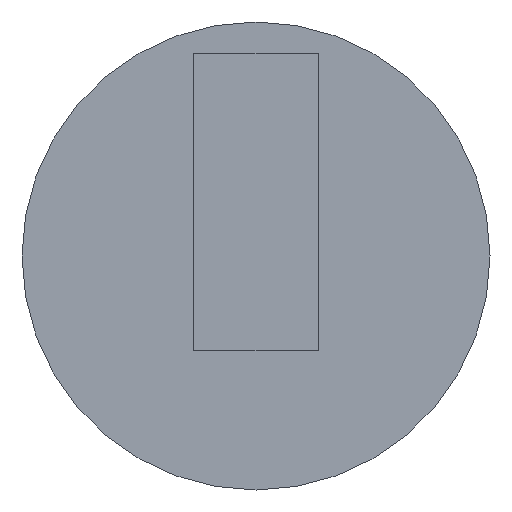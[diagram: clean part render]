
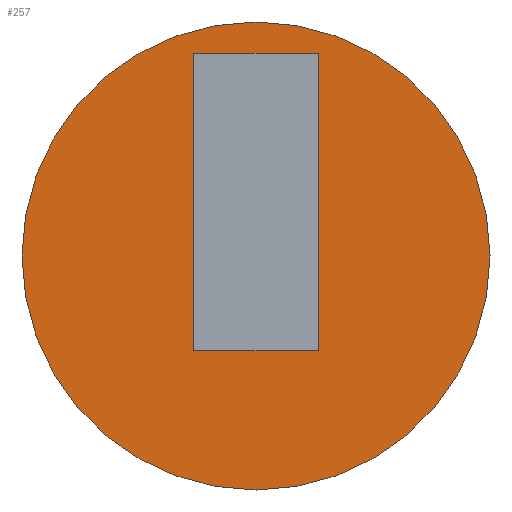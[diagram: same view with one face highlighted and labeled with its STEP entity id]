
A CAD part, front view. The second image highlights one B-rep face of the part: STEP entity #257.
In plain terms, the highlighted planar face has unit normal (0, -1, 0).
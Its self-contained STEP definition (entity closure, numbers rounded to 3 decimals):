
#10 = EDGE_CURVE ( 'NONE', #188, #436, #462, .T. ) ;
#26 = ORIENTED_EDGE ( 'NONE', *, *, #229, .F. ) ;
#38 = VERTEX_POINT ( 'NONE', #362 ) ;
#39 = DIRECTION ( 'NONE',  ( 0., 0., 1. ) ) ;
#41 = EDGE_CURVE ( 'NONE', #439, #110, #318, .T. ) ;
#51 = CARTESIAN_POINT ( 'NONE',  ( 0., 140., -45. ) ) ;
#55 = CARTESIAN_POINT ( 'NONE',  ( -12., 140., 39. ) ) ;
#65 = ORIENTED_EDGE ( 'NONE', *, *, #41, .F. ) ;
#68 = ORIENTED_EDGE ( 'NONE', *, *, #393, .F. ) ;
#72 = CARTESIAN_POINT ( 'NONE',  ( 0., 140., 45. ) ) ;
#83 = LINE ( 'NONE', #207, #293 ) ;
#91 = DIRECTION ( 'NONE',  ( 0., 0., -1. ) ) ;
#100 = DIRECTION ( 'NONE',  ( 0., 0., 1. ) ) ;
#104 = VERTEX_POINT ( 'NONE', #213 ) ;
#110 = VERTEX_POINT ( 'NONE', #336 ) ;
#111 = CARTESIAN_POINT ( 'NONE',  ( 12., 140., -18.2 ) ) ;
#113 = DIRECTION ( 'NONE',  ( 0., 0., 1. ) ) ;
#128 = AXIS2_PLACEMENT_3D ( 'NONE', #289, #163, #246 ) ;
#154 = CARTESIAN_POINT ( 'NONE',  ( 0., 140., 0. ) ) ;
#163 = DIRECTION ( 'NONE',  ( 0., 1., 0. ) ) ;
#175 = FACE_BOUND ( 'NONE', #471, .T. ) ;
#188 = VERTEX_POINT ( 'NONE', #51 ) ;
#189 = DIRECTION ( 'NONE',  ( 0., 1., 0. ) ) ;
#200 = CARTESIAN_POINT ( 'NONE',  ( -12., 140., -18.2 ) ) ;
#207 = CARTESIAN_POINT ( 'NONE',  ( -12., 140., 39. ) ) ;
#213 = CARTESIAN_POINT ( 'NONE',  ( -12., 140., -18.2 ) ) ;
#229 = EDGE_CURVE ( 'NONE', #110, #38, #288, .T. ) ;
#236 = ORIENTED_EDGE ( 'NONE', *, *, #10, .F. ) ;
#246 = DIRECTION ( 'NONE',  ( 0., 0., 1. ) ) ;
#257 = ADVANCED_FACE ( 'NONE', ( #175, #329 ), #342, .F. ) ;
#273 = VECTOR ( 'NONE', #447, 1000. ) ;
#278 = DIRECTION ( 'NONE',  ( 1., 0., 0. ) ) ;
#279 = ORIENTED_EDGE ( 'NONE', *, *, #340, .F. ) ;
#288 = LINE ( 'NONE', #55, #273 ) ;
#289 = CARTESIAN_POINT ( 'NONE',  ( 0., 140., 0. ) ) ;
#293 = VECTOR ( 'NONE', #91, 1000. ) ;
#298 = VECTOR ( 'NONE', #278, 1000. ) ;
#309 = EDGE_LOOP ( 'NONE', ( #236, #279 ) ) ;
#318 = LINE ( 'NONE', #402, #416 ) ;
#329 = FACE_OUTER_BOUND ( 'NONE', #309, .T. ) ;
#336 = CARTESIAN_POINT ( 'NONE',  ( 12., 140., 39. ) ) ;
#340 = EDGE_CURVE ( 'NONE', #436, #188, #495, .T. ) ;
#342 = PLANE ( 'NONE',  #496 ) ;
#356 = LINE ( 'NONE', #200, #298 ) ;
#362 = CARTESIAN_POINT ( 'NONE',  ( -12., 140., 39. ) ) ;
#366 = ORIENTED_EDGE ( 'NONE', *, *, #504, .F. ) ;
#384 = DIRECTION ( 'NONE',  ( 0., 1., 0. ) ) ;
#388 = CARTESIAN_POINT ( 'NONE',  ( 0., 140., -45. ) ) ;
#393 = EDGE_CURVE ( 'NONE', #104, #439, #356, .T. ) ;
#402 = CARTESIAN_POINT ( 'NONE',  ( 12., 140., 39. ) ) ;
#416 = VECTOR ( 'NONE', #39, 1000. ) ;
#436 = VERTEX_POINT ( 'NONE', #72 ) ;
#439 = VERTEX_POINT ( 'NONE', #111 ) ;
#447 = DIRECTION ( 'NONE',  ( -1., 0., 0. ) ) ;
#462 = CIRCLE ( 'NONE', #128, 45. ) ;
#471 = EDGE_LOOP ( 'NONE', ( #68, #366, #26, #65 ) ) ;
#478 = AXIS2_PLACEMENT_3D ( 'NONE', #154, #189, #113 ) ;
#495 = CIRCLE ( 'NONE', #478, 45. ) ;
#496 = AXIS2_PLACEMENT_3D ( 'NONE', #388, #384, #100 ) ;
#504 = EDGE_CURVE ( 'NONE', #38, #104, #83, .T. ) ;
